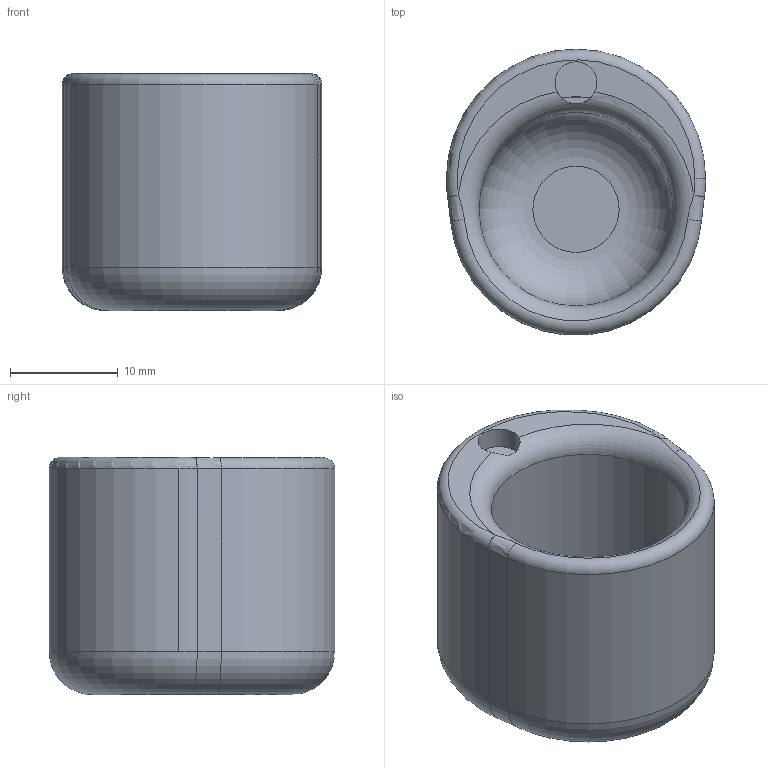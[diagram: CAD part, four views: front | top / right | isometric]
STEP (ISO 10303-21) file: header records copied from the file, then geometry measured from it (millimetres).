
FILE_DESCRIPTION(('HOOPS Exchange Step'),'2;1');
FILE_NAME('temp_export','2025-06-12T16:54:20-04:00',('anwaypimpalkar'),('Shapr3D Limited'),'HOOPS Exchange 2024.2','Shapr3D','Authorized');
FILE_SCHEMA( ('AUTOMOTIVE_DESIGN { 1 0 10303 214 1 1 1 1 }') );
Length unit declared in the file: millimetre
Products named in the file (1): 18mm
Bounding box: 24.06 x 26.48 x 22 mm (x, y, z)
Volume: 4908.8 mm3; surface area: 6007.1 mm2
Topology: 1 solids, 1 shells, 39 faces, 99 edges, 60 vertices
Faces by surface type: torus 17, cylinder 12, plane 5, bspline 5
Full cylindrical faces by diameter (mm): 3.9 x1, 18 x1, 18.8 x1, 20.8 x1
Entity records: 1708 total; most frequent: CARTESIAN_POINT 727, DIRECTION 223, ORIENTED_EDGE 198, AXIS2_PLACEMENT_3D 105, EDGE_CURVE 99, CIRCLE 70, VERTEX_POINT 60, EDGE_LOOP 39
